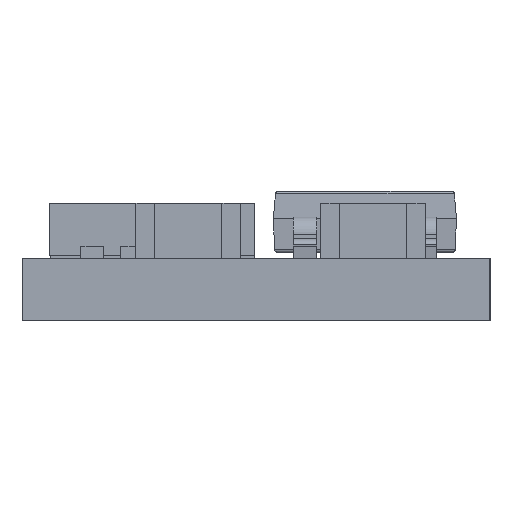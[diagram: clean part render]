
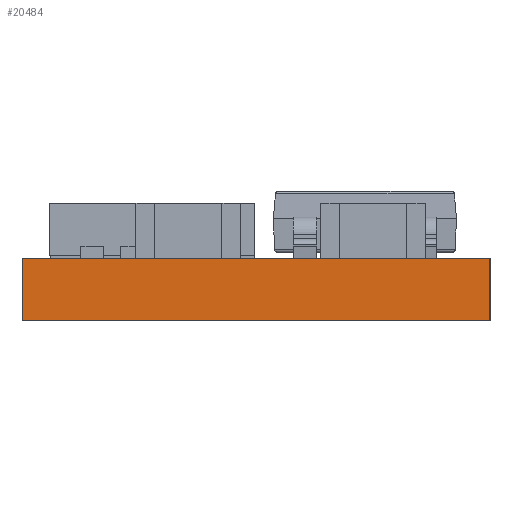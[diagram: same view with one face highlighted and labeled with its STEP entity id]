
A CAD part, left-side view. The second image highlights one B-rep face of the part: STEP entity #20484.
In plain terms, the highlighted planar face has unit normal (-1, 0, 0).
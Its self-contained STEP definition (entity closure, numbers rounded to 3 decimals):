
#176 = DIRECTION ( 'NONE',  ( 0., -1., 0. ) ) ;
#476 = ORIENTED_EDGE ( 'NONE', *, *, #23711, .F. ) ;
#1945 = FACE_OUTER_BOUND ( 'NONE', #17888, .T. ) ;
#2159 = LINE ( 'NONE', #29626, #17617 ) ;
#3919 = VERTEX_POINT ( 'NONE', #12659 ) ;
#3981 = VERTEX_POINT ( 'NONE', #5883 ) ;
#4986 = EDGE_CURVE ( 'NONE', #6598, #30659, #27627, .T. ) ;
#5883 = CARTESIAN_POINT ( 'NONE',  ( 0., 0., 0. ) ) ;
#6156 = CARTESIAN_POINT ( 'NONE',  ( 0., 0., 1.016 ) ) ;
#6181 = VECTOR ( 'NONE', #176, 1000. ) ;
#6252 = CARTESIAN_POINT ( 'NONE',  ( 0., 0., 1.016 ) ) ;
#6591 = ORIENTED_EDGE ( 'NONE', *, *, #4986, .F. ) ;
#6598 = VERTEX_POINT ( 'NONE', #19154 ) ;
#11637 = DIRECTION ( 'NONE',  ( 1., 0., 0. ) ) ;
#12659 = CARTESIAN_POINT ( 'NONE',  ( 0., 7.62, 0. ) ) ;
#12702 = AXIS2_PLACEMENT_3D ( 'NONE', #16185, #11637, #16879 ) ;
#13115 = EDGE_CURVE ( 'NONE', #3919, #3981, #2159, .T. ) ;
#14909 = ORIENTED_EDGE ( 'NONE', *, *, #33060, .T. ) ;
#16185 = CARTESIAN_POINT ( 'NONE',  ( 0., 0., 1.016 ) ) ;
#16879 = DIRECTION ( 'NONE',  ( 0., 0., -1. ) ) ;
#17617 = VECTOR ( 'NONE', #21817, 1000. ) ;
#17888 = EDGE_LOOP ( 'NONE', ( #35048, #476, #6591, #14909 ) ) ;
#19154 = CARTESIAN_POINT ( 'NONE',  ( 0., 7.62, 1.016 ) ) ;
#20010 = CARTESIAN_POINT ( 'NONE',  ( 0., 7.62, 1.016 ) ) ;
#20484 = ADVANCED_FACE ( 'NONE', ( #1945 ), #32632, .F. ) ;
#21817 = DIRECTION ( 'NONE',  ( 0., -1., 0. ) ) ;
#22811 = VECTOR ( 'NONE', #33757, 1000. ) ;
#23129 = LINE ( 'NONE', #6156, #27792 ) ;
#23711 = EDGE_CURVE ( 'NONE', #30659, #3981, #23129, .T. ) ;
#27627 = LINE ( 'NONE', #6252, #6181 ) ;
#27792 = VECTOR ( 'NONE', #31294, 1000. ) ;
#29626 = CARTESIAN_POINT ( 'NONE',  ( 0., 0., 0. ) ) ;
#30659 = VERTEX_POINT ( 'NONE', #32736 ) ;
#31294 = DIRECTION ( 'NONE',  ( 0., 0., -1. ) ) ;
#32632 = PLANE ( 'NONE',  #12702 ) ;
#32736 = CARTESIAN_POINT ( 'NONE',  ( 0., 0., 1.016 ) ) ;
#33060 = EDGE_CURVE ( 'NONE', #6598, #3919, #33579, .T. ) ;
#33579 = LINE ( 'NONE', #20010, #22811 ) ;
#33757 = DIRECTION ( 'NONE',  ( 0., 0., -1. ) ) ;
#35048 = ORIENTED_EDGE ( 'NONE', *, *, #13115, .T. ) ;
